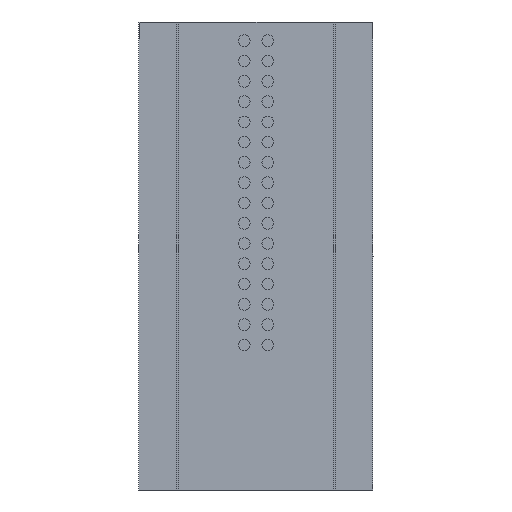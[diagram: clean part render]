
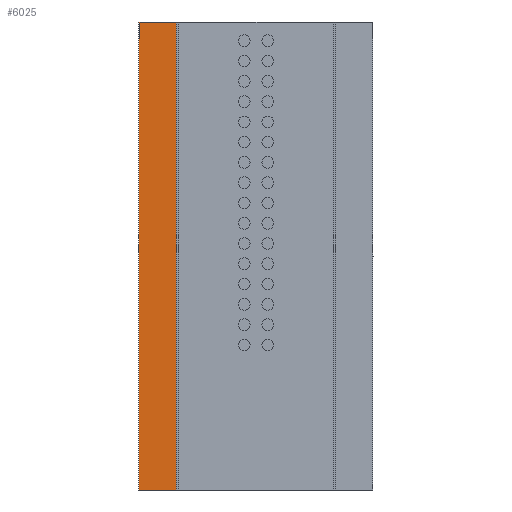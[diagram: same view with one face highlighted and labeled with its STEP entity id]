
A CAD part, left-side view. The second image highlights one B-rep face of the part: STEP entity #6025.
In plain terms, the highlighted planar face has unit normal (-1, 0, 0).
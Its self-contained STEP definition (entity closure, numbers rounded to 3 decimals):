
#1895=DIRECTION('',(0.,1.,0.));
#1896=VECTOR('',#1895,0.8);
#1897=CARTESIAN_POINT('',(-50.,1.7,-5.));
#1898=LINE('',#1897,#1896);
#1911=DIRECTION('',(0.,0.,1.));
#1912=VECTOR('',#1911,10.);
#1913=CARTESIAN_POINT('',(-50.,1.7,-5.));
#1914=LINE('',#1913,#1912);
#1915=DIRECTION('',(0.,0.,-1.));
#1916=VECTOR('',#1915,10.);
#1917=CARTESIAN_POINT('',(-50.,2.5,5.));
#1918=LINE('',#1917,#1916);
#1923=DIRECTION('',(0.,-1.,0.));
#1924=VECTOR('',#1923,0.8);
#1925=CARTESIAN_POINT('',(-50.,2.5,5.));
#1926=LINE('',#1925,#1924);
#2439=CARTESIAN_POINT('',(-50.,2.5,5.));
#2440=CARTESIAN_POINT('',(-50.,2.5,-5.));
#2441=VERTEX_POINT('',#2439);
#2442=VERTEX_POINT('',#2440);
#2455=CARTESIAN_POINT('',(-50.,1.7,-5.));
#2456=CARTESIAN_POINT('',(-50.,1.7,5.));
#2457=VERTEX_POINT('',#2455);
#2458=VERTEX_POINT('',#2456);
#6013=CARTESIAN_POINT('',(-50.,2.1,0.));
#6014=DIRECTION('',(1.,0.,0.));
#6015=DIRECTION('',(0.,0.,-1.));
#6016=AXIS2_PLACEMENT_3D('',#6013,#6014,#6015);
#6017=PLANE('',#6016);
#6018=ORIENTED_EDGE('',*,*,#6004,.F.);
#6019=ORIENTED_EDGE('',*,*,#5977,.T.);
#6020=ORIENTED_EDGE('',*,*,#3785,.F.);
#6022=ORIENTED_EDGE('',*,*,#6021,.T.);
#6023=EDGE_LOOP('',(#6018,#6019,#6020,#6022));
#6024=FACE_OUTER_BOUND('',#6023,.F.);
#6025=ADVANCED_FACE('',(#6024),#6017,.F.);
#3785=EDGE_CURVE('',#2441,#2442,#1918,.T.);
#5977=EDGE_CURVE('',#2457,#2442,#1898,.T.);
#6004=EDGE_CURVE('',#2457,#2458,#1914,.T.);
#6021=EDGE_CURVE('',#2441,#2458,#1926,.T.);
